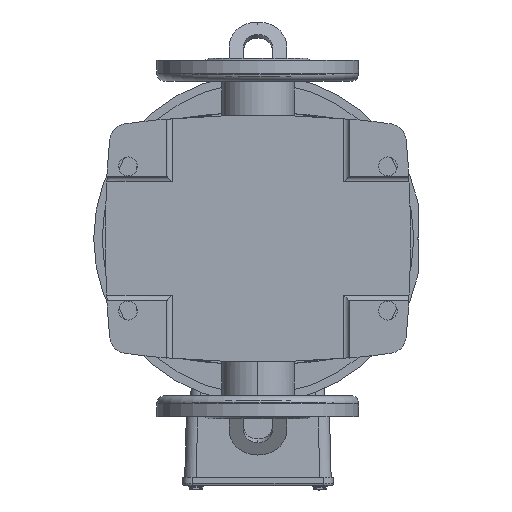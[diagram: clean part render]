
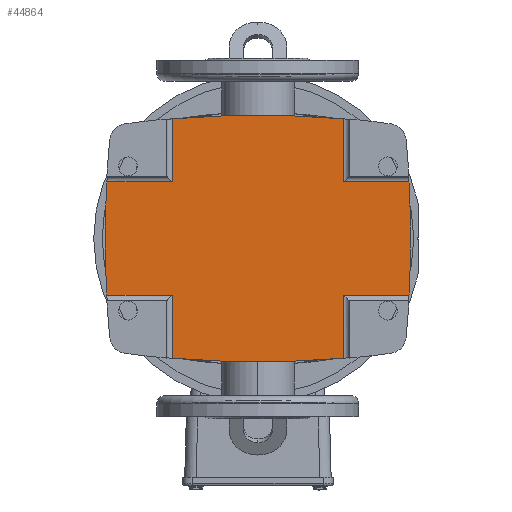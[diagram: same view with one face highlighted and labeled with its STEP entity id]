
A CAD part, front view. The second image highlights one B-rep face of the part: STEP entity #44864.
In plain terms, the highlighted planar face has unit normal (0, -1, 0).
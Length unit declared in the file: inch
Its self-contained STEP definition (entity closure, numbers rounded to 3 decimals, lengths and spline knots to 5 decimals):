
#74 = CARTESIAN_POINT ( 'NONE',  ( 1.54265, 0.19685, -4.11924 ) ) ;
#470 = VECTOR ( 'NONE', #65553, 39.37008 ) ;
#481 = DIRECTION ( 'NONE',  ( 0., 1., 0. ) ) ;
#1453 = EDGE_CURVE ( 'NONE', #34628, #28960, #54178, .T. ) ;
#2981 = VERTEX_POINT ( 'NONE', #49413 ) ;
#3069 = EDGE_CURVE ( 'NONE', #30528, #32950, #20169, .T. ) ;
#3166 = ORIENTED_EDGE ( 'NONE', *, *, #1453, .T. ) ;
#4507 = CARTESIAN_POINT ( 'NONE',  ( -1.54265, 0.19685, -4.59646 ) ) ;
#5399 = CARTESIAN_POINT ( 'NONE',  ( -1.54265, 0.19685, -4.59646 ) ) ;
#6433 = DIRECTION ( 'NONE',  ( 0., 1., 0. ) ) ;
#6956 = ORIENTED_EDGE ( 'NONE', *, *, #7469, .T. ) ;
#7298 = CARTESIAN_POINT ( 'NONE',  ( 0., 0.19685, 4.16291 ) ) ;
#7469 = EDGE_CURVE ( 'NONE', #35436, #56703, #65169, .T. ) ;
#7524 = VECTOR ( 'NONE', #23008, 39.37008 ) ;
#8271 = CARTESIAN_POINT ( 'NONE',  ( 3.26434, 0.19685, -2.33625 ) ) ;
#8777 = AXIS2_PLACEMENT_3D ( 'NONE', #59543, #37191, #65240 ) ;
#10078 = EDGE_CURVE ( 'NONE', #56703, #47204, #44546, .T. ) ;
#11370 = VERTEX_POINT ( 'NONE', #67698 ) ;
#11565 = LINE ( 'NONE', #12505, #53287 ) ;
#12505 = CARTESIAN_POINT ( 'NONE',  ( -4.59646, 0.19685, -2.33625 ) ) ;
#12854 = CARTESIAN_POINT ( 'NONE',  ( -4.59646, 0.19685, -2.33625 ) ) ;
#13145 = CARTESIAN_POINT ( 'NONE',  ( 1.54265, 0.19685, 4.11924 ) ) ;
#15031 = CARTESIAN_POINT ( 'NONE',  ( -1.54265, 0.19685, -4.59646 ) ) ;
#16354 = DIRECTION ( 'NONE',  ( 0., 0., 1. ) ) ;
#17640 = DIRECTION ( 'NONE',  ( 1., 0., 0. ) ) ;
#18631 = ORIENTED_EDGE ( 'NONE', *, *, #20194, .F. ) ;
#18695 = EDGE_CURVE ( 'NONE', #70579, #2981, #57821, .T. ) ;
#20169 = LINE ( 'NONE', #68293, #69062 ) ;
#20194 = EDGE_CURVE ( 'NONE', #34628, #70579, #67918, .T. ) ;
#21057 = EDGE_CURVE ( 'NONE', #11370, #39497, #30599, .T. ) ;
#22449 = DIRECTION ( 'NONE',  ( 0., -1., 0. ) ) ;
#23008 = DIRECTION ( 'NONE',  ( 0., 0., 1. ) ) ;
#23793 = EDGE_CURVE ( 'NONE', #30528, #35436, #46177, .T. ) ;
#25693 = DIRECTION ( 'NONE',  ( 0., 0., 1. ) ) ;
#26435 = EDGE_CURVE ( 'NONE', #11370, #63578, #45834, .T. ) ;
#26524 = CARTESIAN_POINT ( 'NONE',  ( -1.54265, 0.19685, 4.11924 ) ) ;
#27094 = LINE ( 'NONE', #15031, #7524 ) ;
#27167 = AXIS2_PLACEMENT_3D ( 'NONE', #65652, #49522, #25693 ) ;
#27455 = EDGE_CURVE ( 'NONE', #2981, #30618, #33399, .T. ) ;
#28115 = ORIENTED_EDGE ( 'NONE', *, *, #26435, .F. ) ;
#28949 = DIRECTION ( 'NONE',  ( 1., 0., 0. ) ) ;
#28960 = VERTEX_POINT ( 'NONE', #31904 ) ;
#29755 = CARTESIAN_POINT ( 'NONE',  ( 1.54265, 0.19685, 2.33625 ) ) ;
#30008 = AXIS2_PLACEMENT_3D ( 'NONE', #40233, #481, #57611 ) ;
#30528 = VERTEX_POINT ( 'NONE', #29755 ) ;
#30599 = CIRCLE ( 'NONE', #27167, 26.47079 ) ;
#30618 = VERTEX_POINT ( 'NONE', #31695 ) ;
#30899 = EDGE_CURVE ( 'NONE', #39497, #30618, #11565, .T. ) ;
#31695 = CARTESIAN_POINT ( 'NONE',  ( -1.54265, 0.19685, -2.33625 ) ) ;
#31904 = CARTESIAN_POINT ( 'NONE',  ( 1.54265, 0.19685, -2.33625 ) ) ;
#32866 = EDGE_CURVE ( 'NONE', #28960, #46550, #41512, .T. ) ;
#32950 = VERTEX_POINT ( 'NONE', #71691 ) ;
#33148 = CARTESIAN_POINT ( 'NONE',  ( 0., 0.19685, -23.10236 ) ) ;
#33399 = LINE ( 'NONE', #4507, #44904 ) ;
#33507 = CIRCLE ( 'NONE', #62000, 26.47079 ) ;
#33717 = AXIS2_PLACEMENT_3D ( 'NONE', #40472, #6433, #40948 ) ;
#34628 = VERTEX_POINT ( 'NONE', #74 ) ;
#35169 = ORIENTED_EDGE ( 'NONE', *, *, #46018, .F. ) ;
#35436 = VERTEX_POINT ( 'NONE', #13145 ) ;
#37191 = DIRECTION ( 'NONE',  ( 0., -1., 0. ) ) ;
#37612 = ORIENTED_EDGE ( 'NONE', *, *, #61848, .F. ) ;
#37900 = CARTESIAN_POINT ( 'NONE',  ( 1.54265, 0.19685, -4.59646 ) ) ;
#38323 = DIRECTION ( 'NONE',  ( 0., 0., 1. ) ) ;
#38963 = DIRECTION ( 'NONE',  ( 0., 0., 1. ) ) ;
#39101 = VECTOR ( 'NONE', #55753, 39.37008 ) ;
#39497 = VERTEX_POINT ( 'NONE', #47265 ) ;
#40233 = CARTESIAN_POINT ( 'NONE',  ( 0., 0.19685, 23.10236 ) ) ;
#40472 = CARTESIAN_POINT ( 'NONE',  ( 0., 0.19685, 23.10236 ) ) ;
#40948 = DIRECTION ( 'NONE',  ( 0., 0., 1. ) ) ;
#41405 = CARTESIAN_POINT ( 'NONE',  ( -23.10315, 0.19685, 0. ) ) ;
#41512 = LINE ( 'NONE', #12854, #55723 ) ;
#42631 = DIRECTION ( 'NONE',  ( 0., 0., 1. ) ) ;
#44455 = ORIENTED_EDGE ( 'NONE', *, *, #23793, .T. ) ;
#44546 = CIRCLE ( 'NONE', #8777, 27.26527 ) ;
#44828 = AXIS2_PLACEMENT_3D ( 'NONE', #5399, #50876, #16354 ) ;
#44864 = ADVANCED_FACE ( 'NONE', ( #46080 ), #62031, .F. ) ;
#44904 = VECTOR ( 'NONE', #38323, 39.37008 ) ;
#45834 = LINE ( 'NONE', #47934, #470 ) ;
#46018 = EDGE_CURVE ( 'NONE', #32950, #46550, #33507, .T. ) ;
#46080 = FACE_OUTER_BOUND ( 'NONE', #50847, .T. ) ;
#46177 = LINE ( 'NONE', #73458, #60394 ) ;
#46463 = ORIENTED_EDGE ( 'NONE', *, *, #32866, .T. ) ;
#46550 = VERTEX_POINT ( 'NONE', #8271 ) ;
#47204 = VERTEX_POINT ( 'NONE', #26524 ) ;
#47265 = CARTESIAN_POINT ( 'NONE',  ( -3.26434, 0.19685, -2.33625 ) ) ;
#47381 = DIRECTION ( 'NONE',  ( 0., 1., 0. ) ) ;
#47934 = CARTESIAN_POINT ( 'NONE',  ( -4.59646, 0.19685, 2.33625 ) ) ;
#48763 = CARTESIAN_POINT ( 'NONE',  ( 0., 0.19685, -4.16291 ) ) ;
#49413 = CARTESIAN_POINT ( 'NONE',  ( -1.54265, 0.19685, -4.11924 ) ) ;
#49522 = DIRECTION ( 'NONE',  ( 0., -1., 0. ) ) ;
#50847 = EDGE_LOOP ( 'NONE', ( #37612, #28115, #59598, #64047, #73215, #63340, #18631, #3166, #46463, #35169, #70507, #44455, #6956, #65056 ) ) ;
#50876 = DIRECTION ( 'NONE',  ( 0., 1., 0. ) ) ;
#53287 = VECTOR ( 'NONE', #28949, 39.37008 ) ;
#54178 = LINE ( 'NONE', #37900, #39101 ) ;
#54555 = DIRECTION ( 'NONE',  ( 1., 0., 0. ) ) ;
#55723 = VECTOR ( 'NONE', #54555, 39.37008 ) ;
#55753 = DIRECTION ( 'NONE',  ( 0., 0., 1. ) ) ;
#56461 = DIRECTION ( 'NONE',  ( 0., 0., 1. ) ) ;
#56703 = VERTEX_POINT ( 'NONE', #7298 ) ;
#57611 = DIRECTION ( 'NONE',  ( 0., 0., 1. ) ) ;
#57821 = CIRCLE ( 'NONE', #33717, 27.26527 ) ;
#59543 = CARTESIAN_POINT ( 'NONE',  ( 0., 0.19685, -23.10236 ) ) ;
#59598 = ORIENTED_EDGE ( 'NONE', *, *, #21057, .T. ) ;
#60394 = VECTOR ( 'NONE', #38963, 39.37008 ) ;
#61848 = EDGE_CURVE ( 'NONE', #63578, #47204, #27094, .T. ) ;
#62000 = AXIS2_PLACEMENT_3D ( 'NONE', #41405, #47381, #42631 ) ;
#62031 = PLANE ( 'NONE',  #44828 ) ;
#63340 = ORIENTED_EDGE ( 'NONE', *, *, #18695, .F. ) ;
#63578 = VERTEX_POINT ( 'NONE', #70769 ) ;
#64047 = ORIENTED_EDGE ( 'NONE', *, *, #30899, .T. ) ;
#65056 = ORIENTED_EDGE ( 'NONE', *, *, #10078, .T. ) ;
#65169 = CIRCLE ( 'NONE', #72428, 27.26527 ) ;
#65240 = DIRECTION ( 'NONE',  ( 0., 0., 1. ) ) ;
#65553 = DIRECTION ( 'NONE',  ( 1., 0., 0. ) ) ;
#65652 = CARTESIAN_POINT ( 'NONE',  ( 23.10315, 0.19685, 0. ) ) ;
#67698 = CARTESIAN_POINT ( 'NONE',  ( -3.26434, 0.19685, 2.33625 ) ) ;
#67918 = CIRCLE ( 'NONE', #30008, 27.26527 ) ;
#68293 = CARTESIAN_POINT ( 'NONE',  ( -4.59646, 0.19685, 2.33625 ) ) ;
#69062 = VECTOR ( 'NONE', #17640, 39.37008 ) ;
#70507 = ORIENTED_EDGE ( 'NONE', *, *, #3069, .F. ) ;
#70579 = VERTEX_POINT ( 'NONE', #48763 ) ;
#70769 = CARTESIAN_POINT ( 'NONE',  ( -1.54265, 0.19685, 2.33625 ) ) ;
#71691 = CARTESIAN_POINT ( 'NONE',  ( 3.26434, 0.19685, 2.33625 ) ) ;
#72428 = AXIS2_PLACEMENT_3D ( 'NONE', #33148, #22449, #56461 ) ;
#73215 = ORIENTED_EDGE ( 'NONE', *, *, #27455, .F. ) ;
#73458 = CARTESIAN_POINT ( 'NONE',  ( 1.54265, 0.19685, -4.59646 ) ) ;
